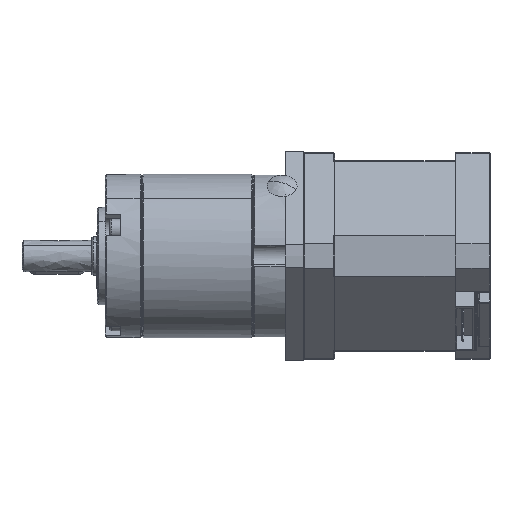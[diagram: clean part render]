
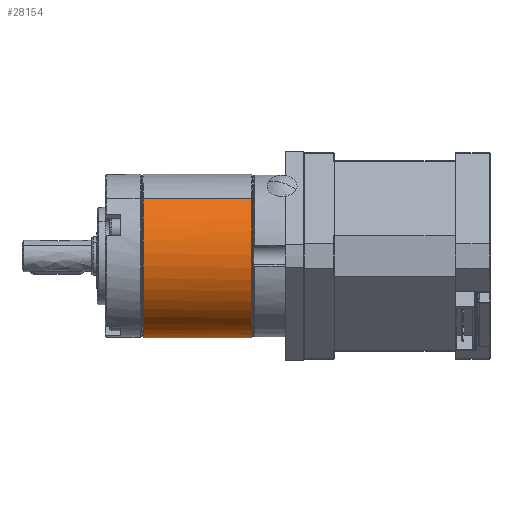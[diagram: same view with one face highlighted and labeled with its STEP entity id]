
A CAD part, left-side view. The second image highlights one B-rep face of the part: STEP entity #28154.
In plain terms, the highlighted free-form (B-spline) face has degree [1, 3] with [2, 7] control points.
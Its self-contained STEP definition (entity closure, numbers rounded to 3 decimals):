
#300 = ORIENTED_EDGE ( 'NONE', *, *, #1800, .F. ) ;
#458 = VERTEX_POINT ( 'NONE', #16936 ) ;
#1800 = EDGE_CURVE ( 'NONE', #1850, #458, #29187, .T. ) ;
#1849 = CARTESIAN_POINT ( 'NONE',  ( 28.2, 21., -12.302 ) ) ;
#1850 = VERTEX_POINT ( 'NONE', #28568 ) ;
#2050 = CARTESIAN_POINT ( 'NONE',  ( 28.2, 0., 21. ) ) ;
#2396 = ORIENTED_EDGE ( 'NONE', *, *, #9620, .F. ) ;
#4135 = FACE_OUTER_BOUND ( 'NONE', #17400, .T. ) ;
#6399 = CARTESIAN_POINT ( 'NONE',  ( 28.2, 21., 0. ) ) ;
#7105 = CARTESIAN_POINT ( 'NONE',  ( 28.2, 0., 21. ) ) ;
#7857 = CARTESIAN_POINT ( 'NONE',  ( 0.3, 12.302, 21. ) ) ;
#9075 = CARTESIAN_POINT ( 'NONE',  ( 28.2, 0., -21. ) ) ;
#9620 = EDGE_CURVE ( 'NONE', #458, #17863, #10717, .T. ) ;
#10095 = CARTESIAN_POINT ( 'NONE',  ( 0.3, 21., 12.302 ) ) ;
#10160 = CARTESIAN_POINT ( 'NONE',  ( 0.3, 0., 21. ) ) ;
#10701 = CARTESIAN_POINT ( 'NONE',  ( 0.3, 21., 0. ) ) ;
#10717 =( BOUNDED_CURVE ( )  B_SPLINE_CURVE ( 3, ( #29451, #24926, #27495, #29592, #27052, #15791, #7105 ),
 .UNSPECIFIED., .F., .T. ) 
 B_SPLINE_CURVE_WITH_KNOTS ( ( 4, 3, 4 ),
 ( -3.142, -1.571, 0. ),
 .UNSPECIFIED. ) 
 CURVE ( )  GEOMETRIC_REPRESENTATION_ITEM ( )  RATIONAL_B_SPLINE_CURVE ( ( 1., 0.805, 0.805, 1., 0.805, 0.805, 1. ) ) 
 REPRESENTATION_ITEM ( '' )  );
#11044 = CARTESIAN_POINT ( 'NONE',  ( 28.2, 0., 21. ) ) ;
#13710 = CARTESIAN_POINT ( 'NONE',  ( 28.2, 21., 12.302 ) ) ;
#14314 = ORIENTED_EDGE ( 'NONE', *, *, #16782, .F. ) ;
#15218 = CARTESIAN_POINT ( 'NONE',  ( 28.2, 0., 21. ) ) ;
#15574 = VERTEX_POINT ( 'NONE', #10160 ) ;
#15791 = CARTESIAN_POINT ( 'NONE',  ( 28.2, 12.302, 21. ) ) ;
#15816 = CARTESIAN_POINT ( 'NONE',  ( 28.2, 12.302, 21. ) ) ;
#16782 = EDGE_CURVE ( 'NONE', #15574, #1850, #24246, .T. ) ;
#16936 = CARTESIAN_POINT ( 'NONE',  ( 28.2, 0., -21. ) ) ;
#16977 = CARTESIAN_POINT ( 'NONE',  ( 0.3, 0., -21. ) ) ;
#17021 = CARTESIAN_POINT ( 'NONE',  ( 0.3, 0., -21. ) ) ;
#17324 = CARTESIAN_POINT ( 'NONE',  ( 0.3, 0., 21. ) ) ;
#17400 = EDGE_LOOP ( 'NONE', ( #22333, #2396, #300, #14314 ) ) ;
#17417 = CARTESIAN_POINT ( 'NONE',  ( 0.3, 12.302, -21. ) ) ;
#17863 = VERTEX_POINT ( 'NONE', #2050 ) ;
#18224 = CARTESIAN_POINT ( 'NONE',  ( 0.3, 0., 21. ) ) ;
#19242 = CARTESIAN_POINT ( 'NONE',  ( 0.3, 21., -12.302 ) ) ;
#20324 = CARTESIAN_POINT ( 'NONE',  ( 0.3, 0., -21. ) ) ;
#20472 = CARTESIAN_POINT ( 'NONE',  ( 0.3, 21., 0. ) ) ;
#21938 = CARTESIAN_POINT ( 'NONE',  ( 0.3, 0., 21. ) ) ;
#22333 = ORIENTED_EDGE ( 'NONE', *, *, #23030, .F. ) ;
#22612 = B_SPLINE_CURVE_WITH_KNOTS ( 'NONE', 1,
 ( #15218, #17324 ),
 .UNSPECIFIED., .F., .F.,
 ( 2, 2 ),
 ( -1., 0. ),
 .UNSPECIFIED. ) ;
#22718 = CARTESIAN_POINT ( 'NONE',  ( 0.3, 12.302, 21. ) ) ;
#23030 = EDGE_CURVE ( 'NONE', #17863, #15574, #22612, .T. ) ;
#24246 =( BOUNDED_CURVE ( )  B_SPLINE_CURVE ( 3, ( #21938, #7857, #10095, #10701, #19242, #17417, #16977 ),
 .UNSPECIFIED., .F., .T. ) 
 B_SPLINE_CURVE_WITH_KNOTS ( ( 4, 3, 4 ),
 ( -3.142, -1.571, 0. ),
 .UNSPECIFIED. ) 
 CURVE ( )  GEOMETRIC_REPRESENTATION_ITEM ( )  RATIONAL_B_SPLINE_CURVE ( ( 1., 0.805, 0.805, 1., 0.805, 0.805, 1. ) ) 
 REPRESENTATION_ITEM ( '' )  );
#24926 = CARTESIAN_POINT ( 'NONE',  ( 28.2, 12.302, -21. ) ) ;
#26175 = CARTESIAN_POINT ( 'NONE',  ( 28.2, 0., -21. ) ) ;
#26928 = CARTESIAN_POINT ( 'NONE',  ( 0.3, 21., 12.302 ) ) ;
#27052 = CARTESIAN_POINT ( 'NONE',  ( 28.2, 21., 12.302 ) ) ;
#27376 = CARTESIAN_POINT ( 'NONE',  ( 0.3, 21., -12.302 ) ) ;
#27495 = CARTESIAN_POINT ( 'NONE',  ( 28.2, 21., -12.302 ) ) ;
#28154 = ADVANCED_FACE ( 'NONE', ( #4135 ), #29520, .F. ) ;
#28568 = CARTESIAN_POINT ( 'NONE',  ( 0.3, 0., -21. ) ) ;
#29029 = CARTESIAN_POINT ( 'NONE',  ( 28.2, 12.302, -21. ) ) ;
#29187 = B_SPLINE_CURVE_WITH_KNOTS ( 'NONE', 1,
 ( #17021, #26175 ),
 .UNSPECIFIED., .F., .F.,
 ( 2, 2 ),
 ( -1., 0. ),
 .UNSPECIFIED. ) ;
#29451 = CARTESIAN_POINT ( 'NONE',  ( 28.2, 0., -21. ) ) ;
#29520 =( BOUNDED_SURFACE ( )  B_SPLINE_SURFACE ( 1, 3, ( 
 ( #20324, #29619, #27376, #20472, #26928, #22718, #18224 ),
 ( #9075, #29029, #1849, #6399, #13710, #15816, #11044 ) ),
 .UNSPECIFIED., .F., .F., .F. ) 
 B_SPLINE_SURFACE_WITH_KNOTS ( ( 2, 2 ),
 ( 4, 3, 4 ),
 ( 0., 1. ),
 ( 0., 0.5, 1. ),
 .UNSPECIFIED. ) 
 GEOMETRIC_REPRESENTATION_ITEM ( )  RATIONAL_B_SPLINE_SURFACE ( (
 ( 1., 0.805, 0.805, 1., 0.805, 0.805, 1.),
 ( 1., 0.805, 0.805, 1., 0.805, 0.805, 1.) ) ) 
 REPRESENTATION_ITEM ( '' )  SURFACE ( )  );
#29592 = CARTESIAN_POINT ( 'NONE',  ( 28.2, 21., 0. ) ) ;
#29619 = CARTESIAN_POINT ( 'NONE',  ( 0.3, 12.302, -21. ) ) ;
